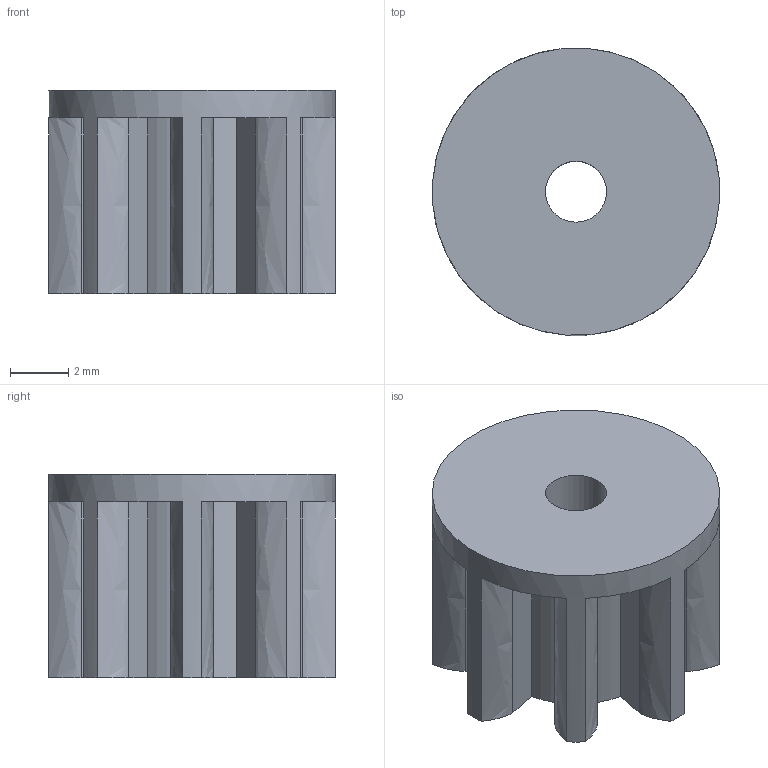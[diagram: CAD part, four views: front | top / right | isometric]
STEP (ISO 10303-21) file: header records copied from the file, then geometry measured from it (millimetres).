
FILE_DESCRIPTION(/* description */ (''),/* implementation_level */ '2;1');
FILE_NAME(/* name */ 'Flywheel Motor Pinion v2.step',/* time_stamp */ '2024-07-24T04:37:37-04:00',/* author */ (''),/* organization */ (''),/* preprocessor_version */ 'ST-DEVELOPER v20',/* originating_system */ 'Autodesk Translation Framework v13.14.0.145',/* authorisation */ '');
FILE_SCHEMA (('AUTOMOTIVE_DESIGN { 1 0 10303 214 3 1 1 }'));
Length unit declared in the file: millimetre
Products named in the file (2): Flywheel Motor Pinion; Component1
Assembly tree (1 placements, depth 2):
  Flywheel Motor Pinion
    Component1
Bounding box: 9.9 x 9.9 x 7 mm (x, y, z)
Volume: 319.6 mm3; surface area: 540.7 mm2
Topology: 1 solids, 1 shells, 52 faces, 150 edges, 100 vertices
Faces by surface type: plane 26, bspline 16, cylinder 10
Full cylindrical faces by diameter (mm): 2.1 x1, 9.9 x1
Entity records: 2197 total; most frequent: CARTESIAN_POINT 879, ORIENTED_EDGE 300, DIRECTION 216, EDGE_CURVE 150, VERTEX_POINT 100, AXIS2_PLACEMENT_3D 75, LINE 66, VECTOR 66
